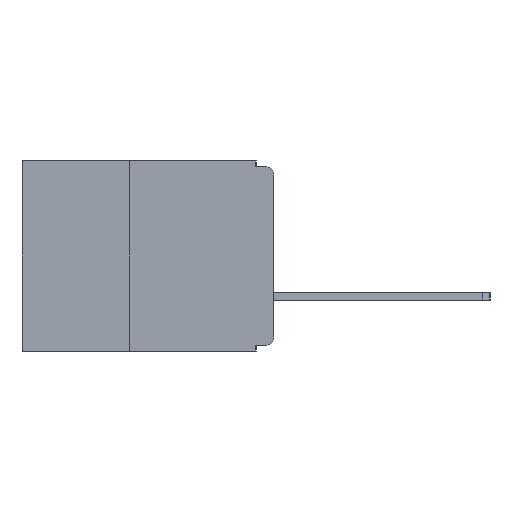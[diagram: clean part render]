
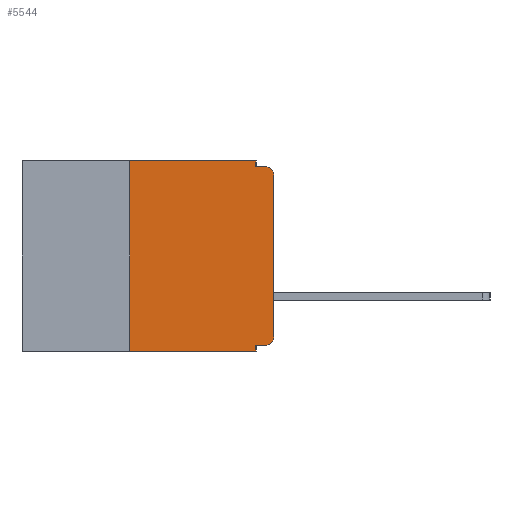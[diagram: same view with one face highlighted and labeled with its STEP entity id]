
A CAD part, left-side view. The second image highlights one B-rep face of the part: STEP entity #5544.
In plain terms, the highlighted planar face has unit normal (-1, 0, 0).
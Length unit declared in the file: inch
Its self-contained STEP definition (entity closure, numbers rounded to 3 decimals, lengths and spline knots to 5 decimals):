
#12 = DIRECTION ( 'NONE',  ( 0., -1., 0. ) ) ;
#160 = LINE ( 'NONE', #10958, #17269 ) ;
#205 = CARTESIAN_POINT ( 'NONE',  ( 0., 0.437, 0. ) ) ;
#253 = CARTESIAN_POINT ( 'NONE',  ( 0., 0.015, -0.305 ) ) ;
#624 = VERTEX_POINT ( 'NONE', #3610 ) ;
#775 = VERTEX_POINT ( 'NONE', #19554 ) ;
#880 = ORIENTED_EDGE ( 'NONE', *, *, #6349, .F. ) ;
#1166 = CARTESIAN_POINT ( 'NONE',  ( 0., 0., -0.32 ) ) ;
#1631 = EDGE_CURVE ( 'NONE', #775, #7111, #7414, .T. ) ;
#1658 = VECTOR ( 'NONE', #13510, 39.37008 ) ;
#2085 = EDGE_CURVE ( 'NONE', #15731, #16311, #16117, .T. ) ;
#2233 = ORIENTED_EDGE ( 'NONE', *, *, #14779, .F. ) ;
#2509 = CARTESIAN_POINT ( 'NONE',  ( 0., 0.015, -0.01 ) ) ;
#2832 = DIRECTION ( 'NONE',  ( 0., 1., 0. ) ) ;
#3610 = CARTESIAN_POINT ( 'NONE',  ( 0., 0.031, -0.01 ) ) ;
#3672 = DIRECTION ( 'NONE',  ( 0., 0., -1. ) ) ;
#3816 = VECTOR ( 'NONE', #12, 39.37008 ) ;
#3842 = LINE ( 'NONE', #5558, #14991 ) ;
#4336 = CARTESIAN_POINT ( 'NONE',  ( 0., 0.031, -0.32 ) ) ;
#4369 = EDGE_CURVE ( 'NONE', #7111, #5714, #3842, .T. ) ;
#4403 = EDGE_CURVE ( 'NONE', #5714, #15875, #14463, .T. ) ;
#5256 = VERTEX_POINT ( 'NONE', #12837 ) ;
#5448 = CARTESIAN_POINT ( 'NONE',  ( 0., 0.031, -0.33 ) ) ;
#5544 = ADVANCED_FACE ( 'NONE', ( #13668 ), #15260, .F. ) ;
#5558 = CARTESIAN_POINT ( 'NONE',  ( 0., 0., 0. ) ) ;
#5714 = VERTEX_POINT ( 'NONE', #9163 ) ;
#5776 = CARTESIAN_POINT ( 'NONE',  ( 0., 0.015, -0.025 ) ) ;
#6179 = ORIENTED_EDGE ( 'NONE', *, *, #4369, .T. ) ;
#6349 = EDGE_CURVE ( 'NONE', #775, #15731, #7755, .T. ) ;
#6592 = AXIS2_PLACEMENT_3D ( 'NONE', #16774, #16906, #7085 ) ;
#6828 = AXIS2_PLACEMENT_3D ( 'NONE', #253, #19430, #18577 ) ;
#7085 = DIRECTION ( 'NONE',  ( 0., 0., -1. ) ) ;
#7111 = VERTEX_POINT ( 'NONE', #21217 ) ;
#7242 = VECTOR ( 'NONE', #2832, 39.37008 ) ;
#7414 = CIRCLE ( 'NONE', #6828, 0.015 ) ;
#7487 = DIRECTION ( 'NONE',  ( 0., 0., -1. ) ) ;
#7523 = DIRECTION ( 'NONE',  ( 0., 0., -1. ) ) ;
#7583 = ORIENTED_EDGE ( 'NONE', *, *, #9096, .F. ) ;
#7755 = LINE ( 'NONE', #1166, #7242 ) ;
#8001 = CARTESIAN_POINT ( 'NONE',  ( 0., 0.031, 0. ) ) ;
#9096 = EDGE_CURVE ( 'NONE', #16509, #5256, #160, .T. ) ;
#9163 = CARTESIAN_POINT ( 'NONE',  ( 0., 0., -0.025 ) ) ;
#9299 = LINE ( 'NONE', #15275, #18024 ) ;
#10461 = ORIENTED_EDGE ( 'NONE', *, *, #4403, .T. ) ;
#10525 = EDGE_CURVE ( 'NONE', #5256, #14633, #20817, .T. ) ;
#10902 = EDGE_CURVE ( 'NONE', #16509, #16311, #19261, .T. ) ;
#10958 = CARTESIAN_POINT ( 'NONE',  ( 0., 0.25, -0.33 ) ) ;
#11062 = ORIENTED_EDGE ( 'NONE', *, *, #15524, .F. ) ;
#11275 = DIRECTION ( 'NONE',  ( 0., -1., 0. ) ) ;
#11780 = VECTOR ( 'NONE', #7523, 39.37008 ) ;
#12535 = ORIENTED_EDGE ( 'NONE', *, *, #10525, .F. ) ;
#12667 = LINE ( 'NONE', #13308, #3816 ) ;
#12837 = CARTESIAN_POINT ( 'NONE',  ( 0., 0.25, 0. ) ) ;
#13308 = CARTESIAN_POINT ( 'NONE',  ( 0., 0., -0.01 ) ) ;
#13510 = DIRECTION ( 'NONE',  ( 0., -1., 0. ) ) ;
#13668 = FACE_OUTER_BOUND ( 'NONE', #15936, .T. ) ;
#13757 = AXIS2_PLACEMENT_3D ( 'NONE', #5776, #17322, #7487 ) ;
#14463 = CIRCLE ( 'NONE', #13757, 0.015 ) ;
#14633 = VERTEX_POINT ( 'NONE', #8001 ) ;
#14779 = EDGE_CURVE ( 'NONE', #624, #15875, #12667, .T. ) ;
#14884 = VECTOR ( 'NONE', #11275, 39.37008 ) ;
#14991 = VECTOR ( 'NONE', #15086, 39.37008 ) ;
#15086 = DIRECTION ( 'NONE',  ( 0., 0., 1. ) ) ;
#15207 = ORIENTED_EDGE ( 'NONE', *, *, #10902, .T. ) ;
#15260 = PLANE ( 'NONE',  #6592 ) ;
#15275 = CARTESIAN_POINT ( 'NONE',  ( 0., 0.031, 0. ) ) ;
#15524 = EDGE_CURVE ( 'NONE', #14633, #624, #9299, .T. ) ;
#15731 = VERTEX_POINT ( 'NONE', #4336 ) ;
#15875 = VERTEX_POINT ( 'NONE', #2509 ) ;
#15936 = EDGE_LOOP ( 'NONE', ( #6179, #10461, #2233, #11062, #12535, #7583, #15207, #16309, #880, #20190 ) ) ;
#16117 = LINE ( 'NONE', #17526, #11780 ) ;
#16121 = CARTESIAN_POINT ( 'NONE',  ( 0., 0.25, -0.33 ) ) ;
#16309 = ORIENTED_EDGE ( 'NONE', *, *, #2085, .F. ) ;
#16311 = VERTEX_POINT ( 'NONE', #5448 ) ;
#16509 = VERTEX_POINT ( 'NONE', #16121 ) ;
#16774 = CARTESIAN_POINT ( 'NONE',  ( 0., 0.437, 0. ) ) ;
#16906 = DIRECTION ( 'NONE',  ( 1., 0., 0. ) ) ;
#17269 = VECTOR ( 'NONE', #20828, 39.37008 ) ;
#17322 = DIRECTION ( 'NONE',  ( -1., 0., 0. ) ) ;
#17526 = CARTESIAN_POINT ( 'NONE',  ( 0., 0.031, -0.33 ) ) ;
#18024 = VECTOR ( 'NONE', #3672, 39.37008 ) ;
#18577 = DIRECTION ( 'NONE',  ( 0., 0., -1. ) ) ;
#19261 = LINE ( 'NONE', #21059, #14884 ) ;
#19430 = DIRECTION ( 'NONE',  ( -1., 0., 0. ) ) ;
#19554 = CARTESIAN_POINT ( 'NONE',  ( 0., 0.015, -0.32 ) ) ;
#20190 = ORIENTED_EDGE ( 'NONE', *, *, #1631, .T. ) ;
#20817 = LINE ( 'NONE', #205, #1658 ) ;
#20828 = DIRECTION ( 'NONE',  ( 0., 0., 1. ) ) ;
#21059 = CARTESIAN_POINT ( 'NONE',  ( 0., 0.437, -0.33 ) ) ;
#21217 = CARTESIAN_POINT ( 'NONE',  ( 0., 0., -0.305 ) ) ;
